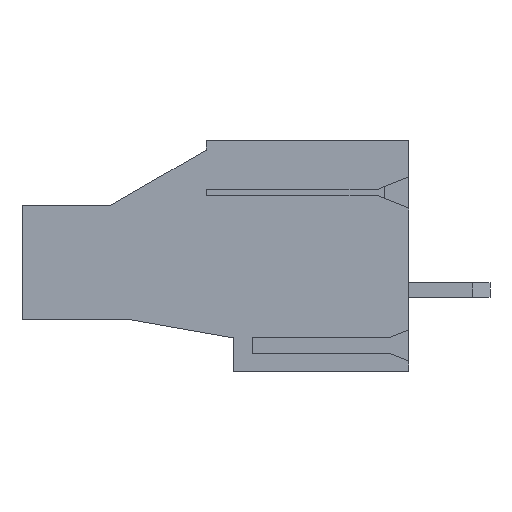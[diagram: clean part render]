
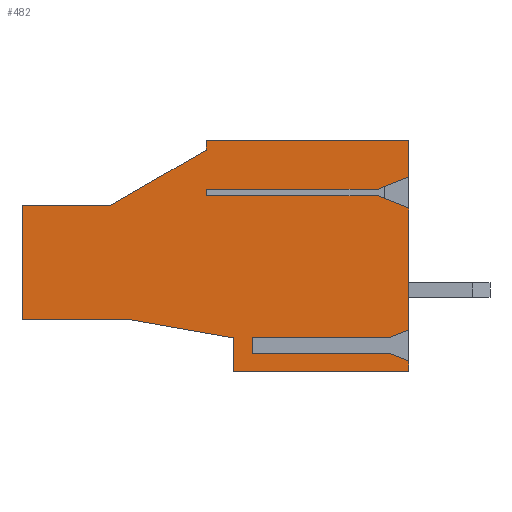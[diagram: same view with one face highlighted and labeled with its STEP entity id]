
A CAD part, left-side view. The second image highlights one B-rep face of the part: STEP entity #482.
In plain terms, the highlighted planar face has unit normal (-1, 0, 0).
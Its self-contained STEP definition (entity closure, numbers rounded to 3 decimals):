
#482 = ADVANCED_FACE( '', ( #1057 ), #1058, .T. );
#1057 = FACE_OUTER_BOUND( '', #1712, .T. );
#1058 = PLANE( '', #1713 );
#1712 = EDGE_LOOP( '', ( #3169, #3170, #3171, #3172, #3173, #3174, #3175, #3176, #3177, #3178, #3179, #3180, #3181, #3182, #3183, #3184, #3185, #3186, #3187, #3188, #3189, #3190 ) );
#1713 = AXIS2_PLACEMENT_3D( '', #3191, #3192, #3193 );
#3169 = ORIENTED_EDGE( '', *, *, #4523, .T. );
#3170 = ORIENTED_EDGE( '', *, *, #4345, .T. );
#3171 = ORIENTED_EDGE( '', *, *, #4174, .T. );
#3172 = ORIENTED_EDGE( '', *, *, #4547, .T. );
#3173 = ORIENTED_EDGE( '', *, *, #4087, .T. );
#3174 = ORIENTED_EDGE( '', *, *, #4374, .T. );
#3175 = ORIENTED_EDGE( '', *, *, #4548, .T. );
#3176 = ORIENTED_EDGE( '', *, *, #4549, .T. );
#3177 = ORIENTED_EDGE( '', *, *, #4550, .T. );
#3178 = ORIENTED_EDGE( '', *, *, #4022, .T. );
#3179 = ORIENTED_EDGE( '', *, *, #4136, .T. );
#3180 = ORIENTED_EDGE( '', *, *, #4551, .T. );
#3181 = ORIENTED_EDGE( '', *, *, #4410, .F. );
#3182 = ORIENTED_EDGE( '', *, *, #4552, .F. );
#3183 = ORIENTED_EDGE( '', *, *, #4277, .T. );
#3184 = ORIENTED_EDGE( '', *, *, #4018, .T. );
#3185 = ORIENTED_EDGE( '', *, *, #4495, .T. );
#3186 = ORIENTED_EDGE( '', *, *, #4553, .T. );
#3187 = ORIENTED_EDGE( '', *, *, #3981, .F. );
#3188 = ORIENTED_EDGE( '', *, *, #4061, .F. );
#3189 = ORIENTED_EDGE( '', *, *, #4109, .T. );
#3190 = ORIENTED_EDGE( '', *, *, #4004, .T. );
#3191 = CARTESIAN_POINT( '', ( -39.61, -83.045, 16.5 ) );
#3192 = DIRECTION( '', ( -1., 0., 0. ) );
#3193 = DIRECTION( '', ( 0., 1., 0. ) );
#3981 = EDGE_CURVE( '', #4797, #4798, #4799, .T. );
#4004 = EDGE_CURVE( '', #4840, #4838, #4841, .T. );
#4018 = EDGE_CURVE( '', #4867, #4865, #4868, .T. );
#4022 = EDGE_CURVE( '', #4834, #4873, #4875, .T. );
#4061 = EDGE_CURVE( '', #4943, #4797, #4944, .T. );
#4087 = EDGE_CURVE( '', #4981, #4985, #4987, .T. );
#4109 = EDGE_CURVE( '', #4943, #4840, #5022, .T. );
#4136 = EDGE_CURVE( '', #4873, #5067, #5069, .T. );
#4174 = EDGE_CURVE( '', #5127, #5131, #5133, .T. );
#4277 = EDGE_CURVE( '', #5295, #4867, #5296, .T. );
#4345 = EDGE_CURVE( '', #5395, #5127, #5398, .T. );
#4374 = EDGE_CURVE( '', #4985, #5437, #5439, .T. );
#4410 = EDGE_CURVE( '', #5492, #5494, #5495, .T. );
#4495 = EDGE_CURVE( '', #4865, #5610, #5612, .T. );
#4523 = EDGE_CURVE( '', #4838, #5395, #5645, .T. );
#4547 = EDGE_CURVE( '', #5131, #4981, #5674, .T. );
#4548 = EDGE_CURVE( '', #5437, #5675, #5676, .T. );
#4549 = EDGE_CURVE( '', #5675, #5677, #5678, .T. );
#4550 = EDGE_CURVE( '', #5677, #4834, #5679, .T. );
#4551 = EDGE_CURVE( '', #5067, #5494, #5680, .T. );
#4552 = EDGE_CURVE( '', #5295, #5492, #5681, .T. );
#4553 = EDGE_CURVE( '', #5610, #4798, #5682, .T. );
#4797 = VERTEX_POINT( '', #5978 );
#4798 = VERTEX_POINT( '', #5979 );
#4799 = LINE( '', #5980, #5981 );
#4834 = VERTEX_POINT( '', #6031 );
#4838 = VERTEX_POINT( '', #6037 );
#4840 = VERTEX_POINT( '', #6040 );
#4841 = LINE( '', #6041, #6042 );
#4865 = VERTEX_POINT( '', #6078 );
#4867 = VERTEX_POINT( '', #6081 );
#4868 = LINE( '', #6082, #6083 );
#4873 = VERTEX_POINT( '', #6090 );
#4875 = LINE( '', #6093, #6094 );
#4943 = VERTEX_POINT( '', #6187 );
#4944 = LINE( '', #6188, #6189 );
#4981 = VERTEX_POINT( '', #6242 );
#4985 = VERTEX_POINT( '', #6248 );
#4987 = LINE( '', #6251, #6252 );
#5022 = LINE( '', #6301, #6302 );
#5067 = VERTEX_POINT( '', #6362 );
#5069 = LINE( '', #6365, #6366 );
#5127 = VERTEX_POINT( '', #6450 );
#5131 = VERTEX_POINT( '', #6456 );
#5133 = LINE( '', #6459, #6460 );
#5295 = VERTEX_POINT( '', #6701 );
#5296 = LINE( '', #6702, #6703 );
#5395 = VERTEX_POINT( '', #6846 );
#5398 = LINE( '', #6851, #6852 );
#5437 = VERTEX_POINT( '', #6906 );
#5439 = LINE( '', #6909, #6910 );
#5492 = VERTEX_POINT( '', #6988 );
#5494 = VERTEX_POINT( '', #6991 );
#5495 = LINE( '', #6992, #6993 );
#5610 = VERTEX_POINT( '', #7172 );
#5612 = LINE( '', #7175, #7176 );
#5645 = LINE( '', #7228, #7229 );
#5674 = LINE( '', #7272, #7273 );
#5675 = VERTEX_POINT( '', #7274 );
#5676 = LINE( '', #7275, #7276 );
#5677 = VERTEX_POINT( '', #7277 );
#5678 = LINE( '', #7278, #7279 );
#5679 = LINE( '', #7280, #7281 );
#5680 = LINE( '', #7282, #7283 );
#5681 = LINE( '', #7284, #7285 );
#5682 = LINE( '', #7286, #7287 );
#5978 = CARTESIAN_POINT( '', ( -39.61, -93.045, 17.386 ) );
#5979 = CARTESIAN_POINT( '', ( -39.61, -93.045, 17.014 ) );
#5980 = CARTESIAN_POINT( '', ( -39.61, -93.045, 16.75 ) );
#5981 = VECTOR( '', #7564, 1000. );
#6031 = CARTESIAN_POINT( '', ( -39.61, -104.045, 7.5 ) );
#6037 = CARTESIAN_POINT( '', ( -39.61, -104.045, 20. ) );
#6040 = CARTESIAN_POINT( '', ( -39.61, -104.045, 18.044 ) );
#6041 = CARTESIAN_POINT( '', ( -39.61, -104.045, 20. ) );
#6042 = VECTOR( '', #7583, 1000. );
#6078 = CARTESIAN_POINT( '', ( -39.61, -104.045, 16.356 ) );
#6081 = CARTESIAN_POINT( '', ( -39.61, -104.045, 9.744 ) );
#6082 = CARTESIAN_POINT( '', ( -39.61, -104.045, 20. ) );
#6083 = VECTOR( '', #7597, 1000. );
#6090 = CARTESIAN_POINT( '', ( -39.61, -104.045, 8.056 ) );
#6093 = CARTESIAN_POINT( '', ( -39.61, -104.045, 20. ) );
#6094 = VECTOR( '', #7601, 1000. );
#6187 = CARTESIAN_POINT( '', ( -39.61, -102.375, 17.386 ) );
#6188 = CARTESIAN_POINT( '', ( -39.61, -104.045, 17.386 ) );
#6189 = VECTOR( '', #7645, 1000. );
#6242 = CARTESIAN_POINT( '', ( -39.61, -83.045, 16.5 ) );
#6248 = CARTESIAN_POINT( '', ( -39.61, -83.045, 10.3 ) );
#6251 = CARTESIAN_POINT( '', ( -39.61, -83.045, 10.3 ) );
#6252 = VECTOR( '', #7668, 1000. );
#6301 = CARTESIAN_POINT( '', ( -39.61, -85.344, 10.671 ) );
#6302 = VECTOR( '', #7689, 1000. );
#6362 = CARTESIAN_POINT( '', ( -39.61, -103.045, 8.45 ) );
#6365 = CARTESIAN_POINT( '', ( -39.61, -82.989, 16.357 ) );
#6366 = VECTOR( '', #7721, 1000. );
#6450 = CARTESIAN_POINT( '', ( -39.61, -93.045, 19.5 ) );
#6456 = CARTESIAN_POINT( '', ( -39.61, -87.849, 16.5 ) );
#6459 = CARTESIAN_POINT( '', ( -39.61, -87.849, 16.5 ) );
#6460 = VECTOR( '', #7754, 1000. );
#6701 = CARTESIAN_POINT( '', ( -39.61, -103.045, 9.35 ) );
#6702 = CARTESIAN_POINT( '', ( -39.61, -88.176, 3.488 ) );
#6703 = VECTOR( '', #7849, 1000. );
#6846 = CARTESIAN_POINT( '', ( -39.61, -93.045, 20. ) );
#6851 = CARTESIAN_POINT( '', ( -39.61, -93.045, 19.5 ) );
#6852 = VECTOR( '', #7905, 1000. );
#6906 = CARTESIAN_POINT( '', ( -39.61, -88.874, 10.3 ) );
#6909 = CARTESIAN_POINT( '', ( -39.61, -88.874, 10.3 ) );
#6910 = VECTOR( '', #7931, 1000. );
#6988 = CARTESIAN_POINT( '', ( -39.61, -95.545, 9.35 ) );
#6991 = CARTESIAN_POINT( '', ( -39.61, -95.545, 8.45 ) );
#6992 = CARTESIAN_POINT( '', ( -39.61, -95.545, 8.45 ) );
#6993 = VECTOR( '', #7964, 1000. );
#7172 = CARTESIAN_POINT( '', ( -39.61, -102.375, 17.014 ) );
#7175 = CARTESIAN_POINT( '', ( -39.61, -85.821, 23.541 ) );
#7176 = VECTOR( '', #8033, 1000. );
#7228 = CARTESIAN_POINT( '', ( -39.61, -93.045, 20. ) );
#7229 = VECTOR( '', #8056, 1000. );
#7272 = CARTESIAN_POINT( '', ( -39.61, -83.045, 16.5 ) );
#7273 = VECTOR( '', #8074, 1000. );
#7274 = CARTESIAN_POINT( '', ( -39.61, -94.545, 9.3 ) );
#7275 = CARTESIAN_POINT( '', ( -39.61, -94.545, 9.3 ) );
#7276 = VECTOR( '', #8075, 1000. );
#7277 = CARTESIAN_POINT( '', ( -39.61, -94.545, 7.5 ) );
#7278 = CARTESIAN_POINT( '', ( -39.61, -94.545, 7.5 ) );
#7279 = VECTOR( '', #8076, 1000. );
#7280 = CARTESIAN_POINT( '', ( -39.61, -104.045, 7.5 ) );
#7281 = VECTOR( '', #8077, 1000. );
#7282 = CARTESIAN_POINT( '', ( -39.61, -106.545, 8.45 ) );
#7283 = VECTOR( '', #8078, 1000. );
#7284 = CARTESIAN_POINT( '', ( -39.61, -106.545, 9.35 ) );
#7285 = VECTOR( '', #8079, 1000. );
#7286 = CARTESIAN_POINT( '', ( -39.61, -83.045, 17.014 ) );
#7287 = VECTOR( '', #8080, 1000. );
#7564 = DIRECTION( '', ( 0., 0., -1. ) );
#7583 = DIRECTION( '', ( 0., 0., 1. ) );
#7597 = DIRECTION( '', ( 0., 0., 1. ) );
#7601 = DIRECTION( '', ( 0., 0., 1. ) );
#7645 = DIRECTION( '', ( 0., 1., 0. ) );
#7668 = DIRECTION( '', ( 0., 0., -1. ) );
#7689 = DIRECTION( '', ( 0., -0.93, 0.367 ) );
#7721 = DIRECTION( '', ( 0., 0.93, 0.367 ) );
#7754 = DIRECTION( '', ( 0., 0.866, -0.5 ) );
#7849 = DIRECTION( '', ( 0., -0.93, 0.367 ) );
#7905 = DIRECTION( '', ( 0., 0., -1. ) );
#7931 = DIRECTION( '', ( 0., -1., 0. ) );
#7964 = DIRECTION( '', ( 0., 0., -1. ) );
#8033 = DIRECTION( '', ( 0., 0.93, 0.367 ) );
#8056 = DIRECTION( '', ( 0., 1., 0. ) );
#8074 = DIRECTION( '', ( 0., 1., 0. ) );
#8075 = DIRECTION( '', ( 0., -0.985, -0.174 ) );
#8076 = DIRECTION( '', ( 0., 0., -1. ) );
#8077 = DIRECTION( '', ( 0., -1., 0. ) );
#8078 = DIRECTION( '', ( 0., 1., 0. ) );
#8079 = DIRECTION( '', ( 0., 1., 0. ) );
#8080 = DIRECTION( '', ( 0., 1., 0. ) );
